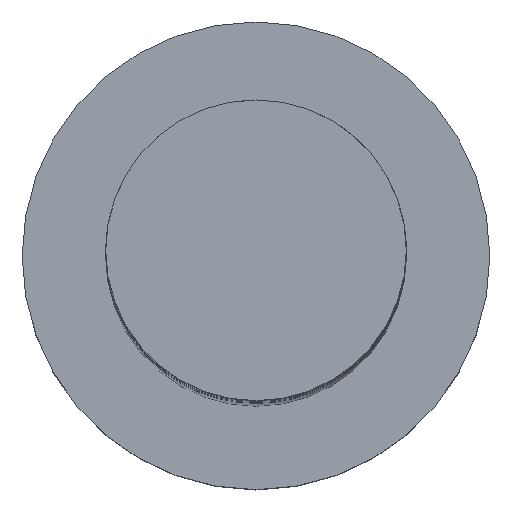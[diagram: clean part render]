
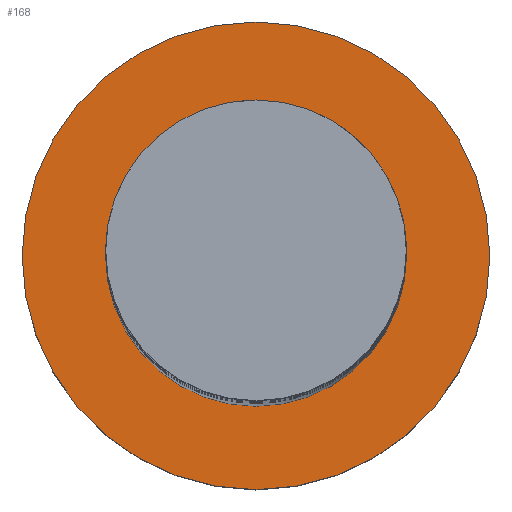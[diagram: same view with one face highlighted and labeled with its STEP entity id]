
A CAD part, top view. The second image highlights one B-rep face of the part: STEP entity #168.
In plain terms, the highlighted planar face has unit normal (0, 0, 1).
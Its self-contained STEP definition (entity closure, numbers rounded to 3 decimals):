
#37 = FACE_OUTER_BOUND ( 'NONE', #447, .T. ) ;
#39 = VERTEX_POINT ( 'NONE', #63 ) ;
#63 = CARTESIAN_POINT ( 'NONE',  ( -4.5, 0., 5. ) ) ;
#74 = CARTESIAN_POINT ( 'NONE',  ( 0., 0., 5. ) ) ;
#84 = CARTESIAN_POINT ( 'NONE',  ( 0., 0., 5. ) ) ;
#92 = AXIS2_PLACEMENT_3D ( 'NONE', #74, #1117, #1124 ) ;
#95 = VERTEX_POINT ( 'NONE', #830 ) ;
#109 = CARTESIAN_POINT ( 'NONE',  ( 0., 0., 5. ) ) ;
#153 = DIRECTION ( 'NONE',  ( 1., 0., 0. ) ) ;
#168 = ADVANCED_FACE ( 'NONE', ( #1066, #37 ), #1110, .T. ) ;
#184 = DIRECTION ( 'NONE',  ( 0., 0., 1. ) ) ;
#253 = EDGE_CURVE ( 'NONE', #433, #95, #912, .T. ) ;
#352 = DIRECTION ( 'NONE',  ( 1., 0., 0. ) ) ;
#406 = EDGE_LOOP ( 'NONE', ( #427, #700 ) ) ;
#423 = VERTEX_POINT ( 'NONE', #443 ) ;
#427 = ORIENTED_EDGE ( 'NONE', *, *, #572, .F. ) ;
#433 = VERTEX_POINT ( 'NONE', #1230 ) ;
#443 = CARTESIAN_POINT ( 'NONE',  ( 4.5, 0., 5. ) ) ;
#447 = EDGE_LOOP ( 'NONE', ( #521, #533 ) ) ;
#521 = ORIENTED_EDGE ( 'NONE', *, *, #253, .T. ) ;
#533 = ORIENTED_EDGE ( 'NONE', *, *, #715, .T. ) ;
#572 = EDGE_CURVE ( 'NONE', #39, #423, #663, .T. ) ;
#663 = CIRCLE ( 'NONE', #92, 4.5 ) ;
#700 = ORIENTED_EDGE ( 'NONE', *, *, #782, .F. ) ;
#715 = EDGE_CURVE ( 'NONE', #95, #433, #1280, .T. ) ;
#718 = AXIS2_PLACEMENT_3D ( 'NONE', #84, #860, #748 ) ;
#730 = AXIS2_PLACEMENT_3D ( 'NONE', #109, #1483, #153 ) ;
#741 = DIRECTION ( 'NONE',  ( 1., 0., 0. ) ) ;
#748 = DIRECTION ( 'NONE',  ( 1., 0., 0. ) ) ;
#782 = EDGE_CURVE ( 'NONE', #423, #39, #1424, .T. ) ;
#790 = CARTESIAN_POINT ( 'NONE',  ( 0., 0., 5. ) ) ;
#830 = CARTESIAN_POINT ( 'NONE',  ( 7., 0., 5. ) ) ;
#860 = DIRECTION ( 'NONE',  ( 0., 0., 1. ) ) ;
#900 = AXIS2_PLACEMENT_3D ( 'NONE', #790, #1276, #352 ) ;
#912 = CIRCLE ( 'NONE', #920, 7. ) ;
#920 = AXIS2_PLACEMENT_3D ( 'NONE', #1207, #184, #741 ) ;
#1066 = FACE_BOUND ( 'NONE', #406, .T. ) ;
#1110 = PLANE ( 'NONE',  #718 ) ;
#1117 = DIRECTION ( 'NONE',  ( 0., 0., 1. ) ) ;
#1124 = DIRECTION ( 'NONE',  ( 1., 0., 0. ) ) ;
#1207 = CARTESIAN_POINT ( 'NONE',  ( 0., 0., 5. ) ) ;
#1230 = CARTESIAN_POINT ( 'NONE',  ( -7., 0., 5. ) ) ;
#1276 = DIRECTION ( 'NONE',  ( 0., 0., 1. ) ) ;
#1280 = CIRCLE ( 'NONE', #900, 7. ) ;
#1424 = CIRCLE ( 'NONE', #730, 4.5 ) ;
#1483 = DIRECTION ( 'NONE',  ( 0., 0., 1. ) ) ;
